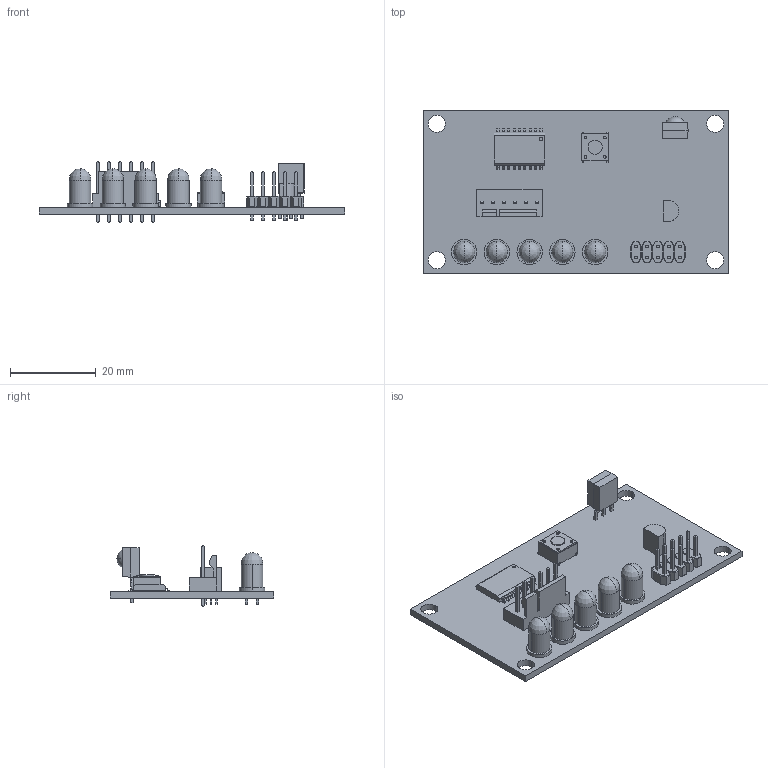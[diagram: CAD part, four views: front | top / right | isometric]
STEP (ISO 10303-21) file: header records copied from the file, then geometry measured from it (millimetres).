
FILE_DESCRIPTION((''),'2;1');
FILE_NAME('2008 IR Board.stp','2008-01-03T17:40:34',('Owner'),(''),'Autodesk Inventor (R) 6.0','Autodesk Inventor (R) 6.0','');
FILE_SCHEMA(('AUTOMOTIVE_DESIGN { 1 0 10303 214 1 1 1 1 }'));
Length unit declared in the file: inch
Products named in the file (9): 2008 IR Board; 2008 IR PC Board; LED - Red; 2 Pin Connector; PCB PB Switch; 18 Pin SMT; 6 Pin Connector; Vishay IR Sensor; 5 Volt Regulator
Assembly tree (16 placements, depth 2):
  2008 IR Board
    2008 IR PC Board
    LED - Red  x5
    2 Pin Connector  x5
    PCB PB Switch
    18 Pin SMT
    6 Pin Connector
    Vishay IR Sensor
    5 Volt Regulator
Bounding box: 71.12 x 38.1 x 14.22 mm (x, y, z)
Volume: 6276.7 mm3; surface area: 8588.9 mm2
Topology: 16 solids, 16 shells, 891 faces, 2170 edges, 1369 vertices
Faces by surface type: plane 630, bspline 170, cylinder 89, sphere 2
Entity records: 19142 total; most frequent: CARTESIAN_POINT 4373, ORIENTED_EDGE 3098, DIRECTION 2741, EDGE_CURVE 1549, VECTOR 1305, LINE 1305, VERTEX_POINT 1004, AXIS2_PLACEMENT_3D 718
